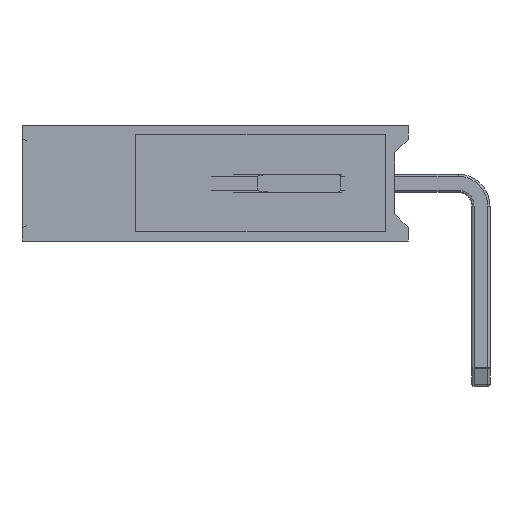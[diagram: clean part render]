
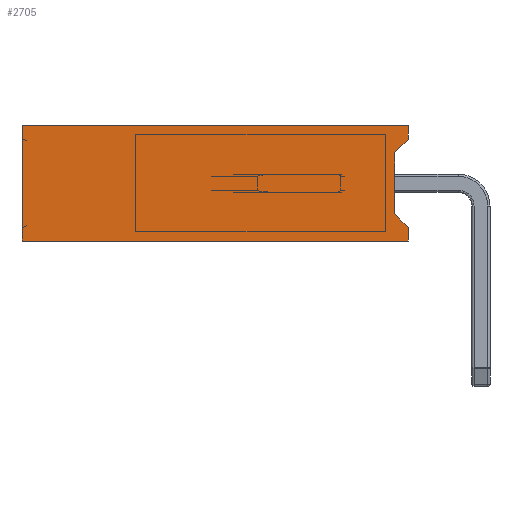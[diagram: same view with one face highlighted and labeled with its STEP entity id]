
A CAD part, left-side view. The second image highlights one B-rep face of the part: STEP entity #2705.
In plain terms, the highlighted planar face has unit normal (-1, 0, 0).
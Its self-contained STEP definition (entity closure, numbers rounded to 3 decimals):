
#198=PLANE('',#2943);
#273=FACE_OUTER_BOUND('',#436,.T.);
#436=EDGE_LOOP('',(#1805,#1806,#1807,#1808,#1809,#1810,#1811,#1812));
#603=LINE('',#4257,#801);
#607=LINE('',#4265,#805);
#613=LINE('',#4280,#811);
#624=LINE('',#4300,#822);
#625=LINE('',#4303,#823);
#628=LINE('',#4309,#826);
#629=LINE('',#4311,#827);
#630=LINE('',#4312,#828);
#801=VECTOR('',#3349,10.);
#805=VECTOR('',#3355,10.);
#811=VECTOR('',#3367,10.);
#822=VECTOR('',#3384,10.);
#823=VECTOR('',#3387,10.);
#826=VECTOR('',#3392,10.);
#827=VECTOR('',#3393,10.);
#828=VECTOR('',#3394,10.);
#1155=VERTEX_POINT('',#4255);
#1156=VERTEX_POINT('',#4256);
#1159=VERTEX_POINT('',#4264);
#1165=VERTEX_POINT('',#4279);
#1171=VERTEX_POINT('',#4298);
#1172=VERTEX_POINT('',#4302);
#1174=VERTEX_POINT('',#4308);
#1175=VERTEX_POINT('',#4310);
#1379=EDGE_CURVE('',#1155,#1156,#603,.T.);
#1383=EDGE_CURVE('',#1159,#1156,#607,.T.);
#1391=EDGE_CURVE('',#1159,#1165,#613,.T.);
#1402=EDGE_CURVE('',#1155,#1171,#624,.T.);
#1403=EDGE_CURVE('',#1172,#1165,#625,.T.);
#1406=EDGE_CURVE('',#1171,#1174,#628,.T.);
#1407=EDGE_CURVE('',#1175,#1174,#629,.T.);
#1408=EDGE_CURVE('',#1172,#1175,#630,.T.);
#1805=ORIENTED_EDGE('',*,*,#1383,.T.);
#1806=ORIENTED_EDGE('',*,*,#1379,.F.);
#1807=ORIENTED_EDGE('',*,*,#1402,.T.);
#1808=ORIENTED_EDGE('',*,*,#1406,.T.);
#1809=ORIENTED_EDGE('',*,*,#1407,.F.);
#1810=ORIENTED_EDGE('',*,*,#1408,.F.);
#1811=ORIENTED_EDGE('',*,*,#1403,.T.);
#1812=ORIENTED_EDGE('',*,*,#1391,.F.);
#2705=ADVANCED_FACE('',(#273),#198,.T.);
#2943=AXIS2_PLACEMENT_3D('',#4307,#3390,#3391);
#3349=DIRECTION('',(0.,0.707,-0.707));
#3355=DIRECTION('',(0.,0.,1.));
#3367=DIRECTION('',(0.,-0.707,-0.707));
#3384=DIRECTION('',(0.,0.,1.));
#3387=DIRECTION('',(0.,0.,1.));
#3390=DIRECTION('center_axis',(-1.,0.,0.));
#3391=DIRECTION('ref_axis',(0.,0.,
1.));
#3392=DIRECTION('',(0.,1.,0.));
#3393=DIRECTION('',(0.,0.,1.));
#3394=DIRECTION('',(0.,1.,0.));
#4255=CARTESIAN_POINT('',(-1.27,1.6,2.24));
#4256=CARTESIAN_POINT('',(-1.27,1.9,1.94));
#4257=CARTESIAN_POINT('',(-1.27,2.235,1.605));
#4264=CARTESIAN_POINT('',(-1.27,1.9,0.6));
#4265=CARTESIAN_POINT('',(-1.27,1.9,0.635));
#4279=CARTESIAN_POINT('',(-1.27,1.6,0.3));
#4280=CARTESIAN_POINT('',(-1.27,1.6,0.3));
#4298=CARTESIAN_POINT('',(-1.27,1.6,2.54));
#4300=CARTESIAN_POINT('',(-1.27,1.6,0.));
#4302=CARTESIAN_POINT('',(-1.27,1.6,0.));
#4303=CARTESIAN_POINT('',(-1.27,1.6,0.));
#4307=CARTESIAN_POINT('Origin',(-1.27,1.6,0.));
#4308=CARTESIAN_POINT('',(-1.27,10.1,2.54));
#4309=CARTESIAN_POINT('',(-1.27,1.6,2.54));
#4310=CARTESIAN_POINT('',(-1.27,10.1,0.));
#4311=CARTESIAN_POINT('',(-1.27,10.1,0.));
#4312=CARTESIAN_POINT('',(-1.27,1.6,0.));
